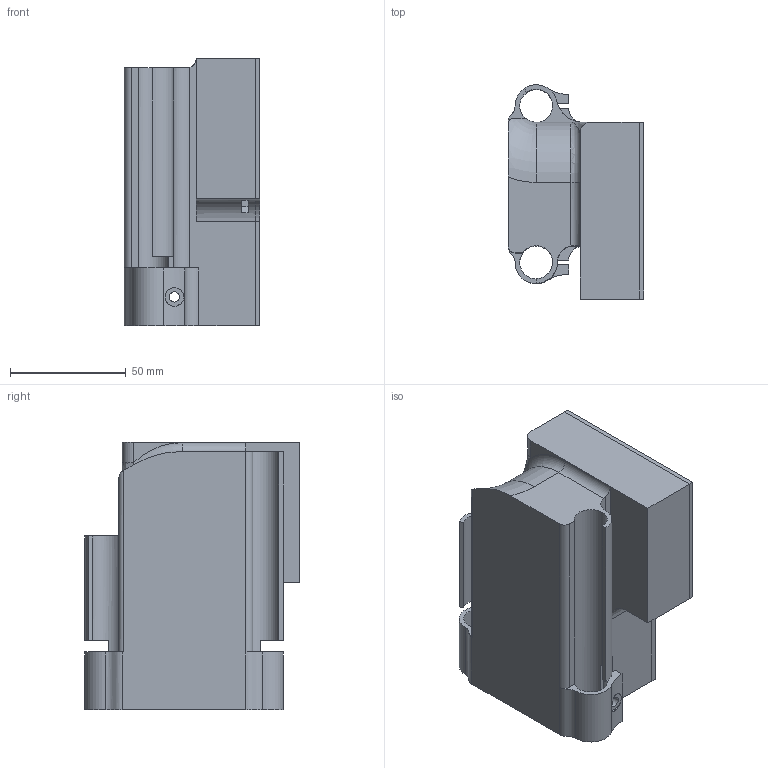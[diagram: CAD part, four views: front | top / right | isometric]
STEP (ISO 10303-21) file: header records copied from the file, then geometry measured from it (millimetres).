
FILE_DESCRIPTION(/* description */ ('','CAx-IF Rec.Pracs.---Representation and Presentation of Product Manufacturing Information (PMI)---4.0---2014-10-13'),/* implementation_level */ '2;1');
FILE_NAME(/* name */ 'CaseAssembly v1.step',/* time_stamp */ '2025-05-09T23:15:11-04:00',/* author */ (''),/* organization */ (''),/* preprocessor_version */ 'ST-DEVELOPER v20',/* originating_system */ 'Autodesk Translation Framework v13.20.0.188',/* authorisation */ '');
FILE_SCHEMA (('AP242_MANAGED_MODEL_BASED_3D_ENGINEERING_MIM_LF { 1 0 10303 442 1 1 4 }'));
Length unit declared in the file: millimetre
Products named in the file (3): CaseAssembly; Lid; Configuration 1
Assembly tree (2 placements, depth 2):
  CaseAssembly
    Lid
    Configuration 1
Bounding box: 58.5 x 92.49 x 115.5 mm (x, y, z)
Volume: 117555.1 mm3; surface area: 81866.1 mm2
Topology: 2 solids, 2 shells, 125 faces, 344 edges, 224 vertices
Faces by surface type: plane 88, cylinder 32, bspline 3, torus 2
Full cylindrical faces by diameter (mm): 3.5 x3, 3.6 x1, 4.4 x4, 8 x2
Entity records: 4246 total; most frequent: CARTESIAN_POINT 930, ORIENTED_EDGE 686, DIRECTION 659, EDGE_CURVE 343, LINE 257, VECTOR 257, VERTEX_POINT 224, AXIS2_PLACEMENT_3D 201
